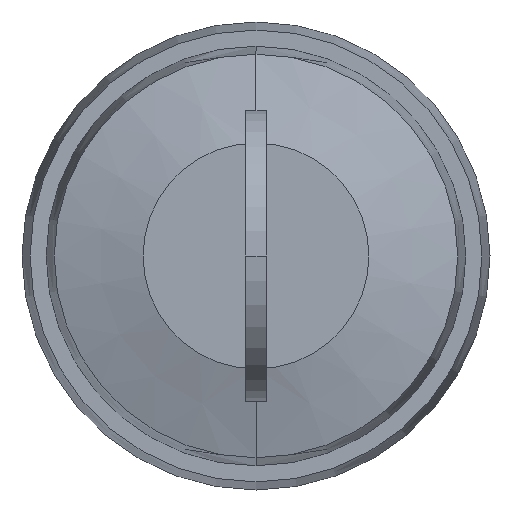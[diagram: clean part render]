
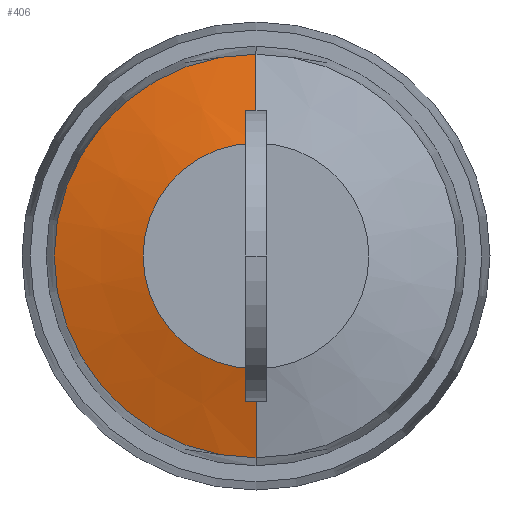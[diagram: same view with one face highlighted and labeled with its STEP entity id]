
A CAD part, front view. The second image highlights one B-rep face of the part: STEP entity #406.
In plain terms, the highlighted conical face has half-angle 74.745 degrees and reference radius 9.75 mm.
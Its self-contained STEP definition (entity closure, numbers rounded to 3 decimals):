
#354=CARTESIAN_POINT('POINT3188',(0.,-17.,
   7.));
#355=VERTEX_POINT('VERTEX3188',#354);
#356=CARTESIAN_POINT('POINT3189',(0.,-17.,
   -7.));
#357=VERTEX_POINT('VERTEX3189',#356);
#358=CARTESIAN_POINT('POS4362',(0.,-17.,
   0.));
#359=DIRECTION('DIR6707',(0.,1.,
   0.));
#360=DIRECTION('DIR6708',(0.,0.,
   1.));
#361=AXIS2_PLACEMENT_3D('AXIS2346',#358,#359,#360);
#362=CIRCLE('ELLIPSE1092',#361,7.);
#365=EDGE_CURVE('EDGE4890',#357,#355,#362,.T.);
#375=CARTESIAN_POINT('POINT3190',(0.,-15.5,
   12.5));
#376=VERTEX_POINT('VERTEX3190',#375);
#377=CARTESIAN_POINT('POS4364',(0.,-16.25,
   9.75));
#378=DIRECTION('DIR6711',(0.,0.263,
   0.965));
#379=VECTOR('VEC2017',#378,1.);
#380=LINE('STRAIGHT2017',#377,#379);
#381=EDGE_CURVE('EDGE4891',#355,#376,#380,.T.);
#382=ORIENTED_EDGE('COEDGE9779',*,*,#381,.T.);
#383=CARTESIAN_POINT('POINT3191',(0.,-15.5,
   -12.5));
#384=VERTEX_POINT('VERTEX3191',#383);
#385=CARTESIAN_POINT('POS4365',(0.,-15.5,
   0.));
#386=DIRECTION('DIR6712',(0.,1.,
   0.));
#387=DIRECTION('DIR6713',(0.,0.,
   1.));
#388=AXIS2_PLACEMENT_3D('AXIS2348',#385,#386,#387);
#389=CIRCLE('ELLIPSE1093',#388,12.5);
#390=EDGE_CURVE('EDGE4892',#384,#376,#389,.T.);
#391=ORIENTED_EDGE('COEDGE9780',*,*,#390,.F.);
#392=CARTESIAN_POINT('POS4366',(0.,-16.25,
   -9.75));
#393=DIRECTION('DIR6714',(0.,-0.263,
   0.965));
#394=VECTOR('VEC2018',#393,1.);
#395=LINE('STRAIGHT2018',#392,#394);
#396=EDGE_CURVE('EDGE4893',#384,#357,#395,.T.);
#397=ORIENTED_EDGE('COEDGE9781',*,*,#396,.T.);
#398=ORIENTED_EDGE('COEDGE9782',*,*,#365,.T.);
#399=EDGE_LOOP('NONE',(#382,#391,#397,#398));
#400=FACE_BOUND('LOOP1',#399,.T.);
#401=CARTESIAN_POINT('POS4367',(0.,-16.25,
   0.));
#402=DIRECTION('DIR6715',(0.,1.,
   0.));
#403=DIRECTION('DIR6716',(0.,0.,
   1.));
#404=AXIS2_PLACEMENT_3D('AXIS2349',#401,#402,#403);
#405=CONICAL_SURFACE('CONE_SURF511',#404,9.75,1.305
   );
#406=ADVANCED_FACE('FACE2102',(#400),#405,.T.);
